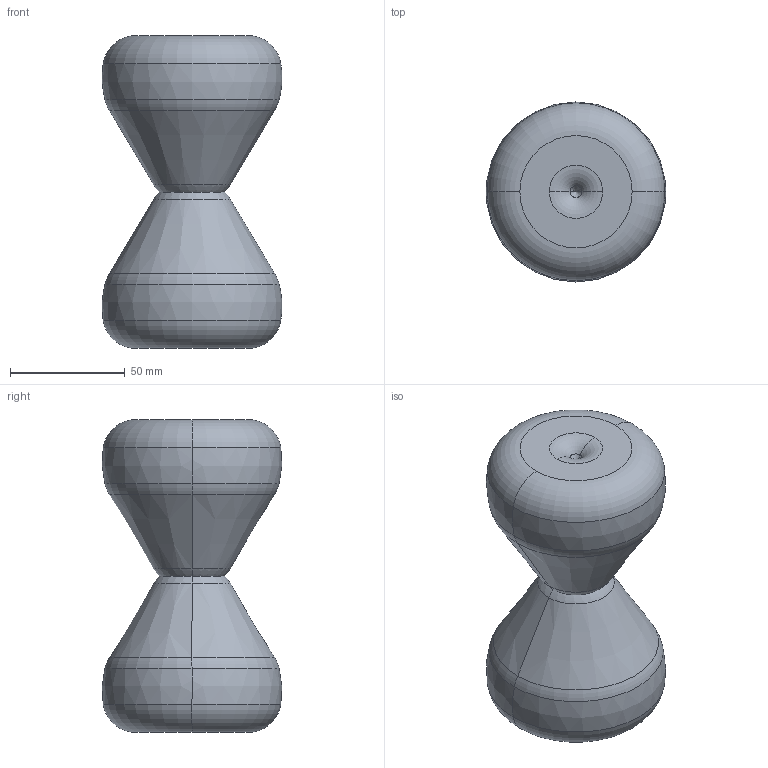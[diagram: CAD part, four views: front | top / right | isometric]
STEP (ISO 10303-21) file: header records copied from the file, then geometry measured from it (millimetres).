
FILE_DESCRIPTION(/* description */ ('STEP AP242','CAx-IF Rec.Pracs.---Representation and Presentation of Product Manufacturing Information (PMI)---4.0---2014-10-13','CAx-IF Rec.Pracs.---3D Tessellated Geometry---0.4---2014-09-14','2;1'),/* implementation_level */ '2;1');
FILE_NAME(/* name */ '66983deb99bd766f406f68db',/* time_stamp */ '2024-07-17T21:55:56Z',/* author */ (''),/* organization */ (''),/* preprocessor_version */ 'ST-DEVELOPER v20',/* originating_system */ ' ',/* authorisation */ ' ');
FILE_SCHEMA (('AP242_MANAGED_MODEL_BASED_3D_ENGINEERING_MIM_LF { 1 0 10303 442 1 1 4 }'));
Length unit declared in the file: metre
Products named in the file (3): Joiner; Top; Base
Bounding box: 78.27 x 78.19 x 136.14 mm (x, y, z)
Volume: 151738 mm3; surface area: 70872.9 mm2
Topology: 3 solids, 3 shells, 451 faces, 1104 edges, 647 vertices
Faces by surface type: torus 229, cylinder 144, plane 32, bspline 24, cone 14, sphere 8
Entity records: 13936 total; most frequent: CARTESIAN_POINT 2787, DIRECTION 2726, ORIENTED_EDGE 2200, AXIS2_PLACEMENT_3D 1248, EDGE_CURVE 1100, CIRCLE 818, VERTEX_POINT 647, EDGE_LOOP 469
